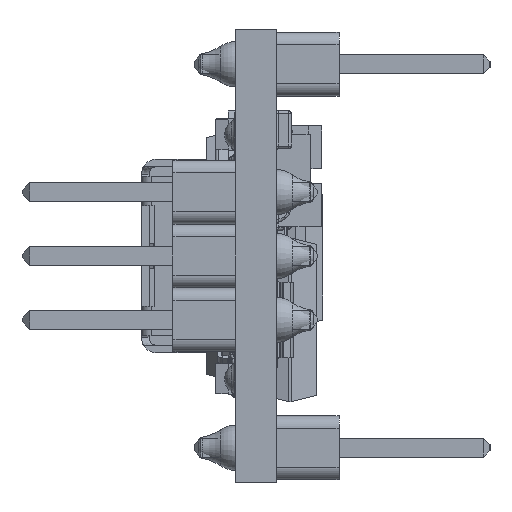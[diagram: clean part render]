
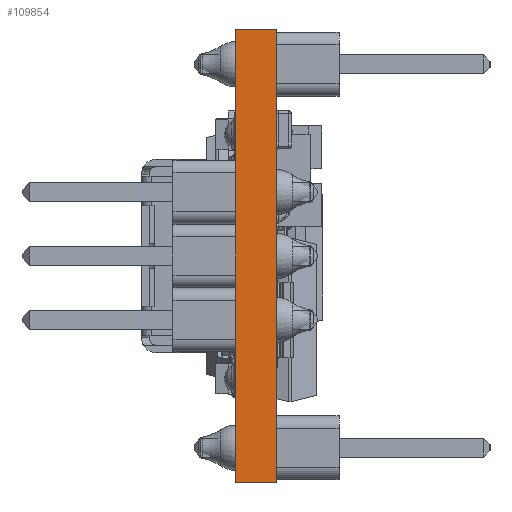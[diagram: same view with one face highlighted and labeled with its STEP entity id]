
A CAD part, left-side view. The second image highlights one B-rep face of the part: STEP entity #109854.
In plain terms, the highlighted planar face has unit normal (-1, 0, 0).
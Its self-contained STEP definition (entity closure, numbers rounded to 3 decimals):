
#4147 = AXIS2_PLACEMENT_3D ( 'NONE', #191394, #192902, #90469 ) ;
#6377 = CARTESIAN_POINT ( 'NONE',  ( -3.82, 1.6, 1.38 ) ) ;
#14115 = LINE ( 'NONE', #23632, #190689 ) ;
#14542 = DIRECTION ( 'NONE',  ( 0., 0., 1. ) ) ;
#18095 = DIRECTION ( 'NONE',  ( 0., -1., 0. ) ) ;
#22867 = EDGE_CURVE ( 'NONE', #66272, #151838, #208183, .T. ) ;
#23632 = CARTESIAN_POINT ( 'NONE',  ( -3.82, 0., -16.62 ) ) ;
#31018 = LINE ( 'NONE', #81949, #207579 ) ;
#34027 = CARTESIAN_POINT ( 'NONE',  ( -3.82, 0., 1.38 ) ) ;
#38875 = PLANE ( 'NONE',  #4147 ) ;
#45898 = ORIENTED_EDGE ( 'NONE', *, *, #22867, .F. ) ;
#62495 = CARTESIAN_POINT ( 'NONE',  ( -3.82, 0., -16.62 ) ) ;
#66272 = VERTEX_POINT ( 'NONE', #182067 ) ;
#80206 = EDGE_CURVE ( 'NONE', #160367, #198349, #221272, .T. ) ;
#81949 = CARTESIAN_POINT ( 'NONE',  ( -3.82, 1.6, -16.62 ) ) ;
#84549 = EDGE_LOOP ( 'NONE', ( #217484, #45898, #138121, #175361 ) ) ;
#90469 = DIRECTION ( 'NONE',  ( 0., 0., -1. ) ) ;
#109854 = ADVANCED_FACE ( 'NONE', ( #168153 ), #38875, .F. ) ;
#111746 = VECTOR ( 'NONE', #125992, 1000. ) ;
#125992 = DIRECTION ( 'NONE',  ( 0., -1., 0. ) ) ;
#138121 = ORIENTED_EDGE ( 'NONE', *, *, #213917, .F. ) ;
#151838 = VERTEX_POINT ( 'NONE', #34027 ) ;
#160367 = VERTEX_POINT ( 'NONE', #171641 ) ;
#162350 = EDGE_CURVE ( 'NONE', #198349, #151838, #14115, .T. ) ;
#168153 = FACE_OUTER_BOUND ( 'NONE', #84549, .T. ) ;
#171641 = CARTESIAN_POINT ( 'NONE',  ( -3.82, 1.6, -16.62 ) ) ;
#175361 = ORIENTED_EDGE ( 'NONE', *, *, #80206, .T. ) ;
#175836 = VECTOR ( 'NONE', #18095, 1000. ) ;
#177735 = DIRECTION ( 'NONE',  ( 0., 0., 1. ) ) ;
#182067 = CARTESIAN_POINT ( 'NONE',  ( -3.82, 1.6, 1.38 ) ) ;
#190689 = VECTOR ( 'NONE', #177735, 1000. ) ;
#191394 = CARTESIAN_POINT ( 'NONE',  ( -3.82, 1.6, -16.62 ) ) ;
#192902 = DIRECTION ( 'NONE',  ( 1., 0., 0. ) ) ;
#198349 = VERTEX_POINT ( 'NONE', #62495 ) ;
#205122 = CARTESIAN_POINT ( 'NONE',  ( -3.82, 1.6, -16.62 ) ) ;
#207579 = VECTOR ( 'NONE', #14542, 1000. ) ;
#208183 = LINE ( 'NONE', #6377, #111746 ) ;
#213917 = EDGE_CURVE ( 'NONE', #160367, #66272, #31018, .T. ) ;
#217484 = ORIENTED_EDGE ( 'NONE', *, *, #162350, .T. ) ;
#221272 = LINE ( 'NONE', #205122, #175836 ) ;
